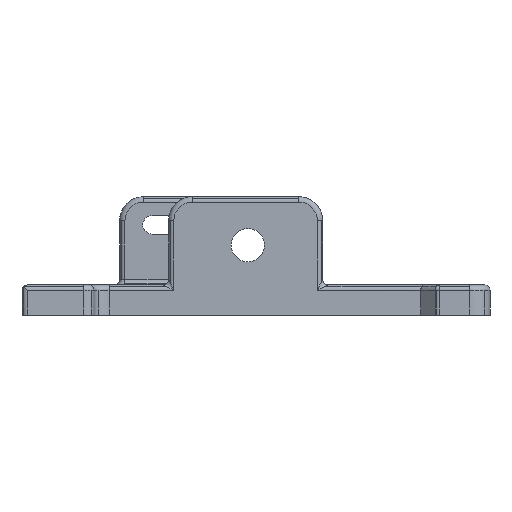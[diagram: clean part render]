
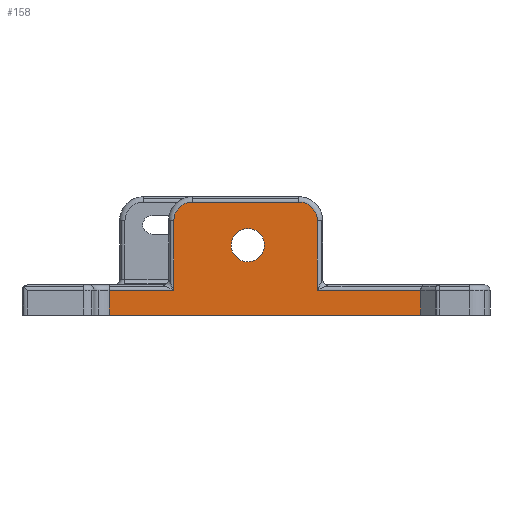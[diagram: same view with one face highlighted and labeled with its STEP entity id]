
A CAD part, left-side view. The second image highlights one B-rep face of the part: STEP entity #158.
In plain terms, the highlighted planar face has unit normal (-1, 0, 0).
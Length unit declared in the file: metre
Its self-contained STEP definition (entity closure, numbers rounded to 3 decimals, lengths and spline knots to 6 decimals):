
#158=ADVANCED_FACE('0:35',(#569,#570),#571,.F.);
#569=FACE_BOUND('',#1179,.T.);
#570=FACE_OUTER_BOUND('',#1180,.T.);
#571=PLANE('',#1181);
#1179=EDGE_LOOP('',(#3818,#3819));
#1180=EDGE_LOOP('',(#3820,#3821,#3822,#3823,#3824,#3825,#3826,#3827,#3828,#3829,#3830));
#1181=AXIS2_PLACEMENT_3D('',#3831,#3832,#3833);
#3818=ORIENTED_EDGE('',*,*,#5848,.F.);
#3819=ORIENTED_EDGE('',*,*,#5878,.F.);
#3820=ORIENTED_EDGE('',*,*,#5619,.F.);
#3821=ORIENTED_EDGE('',*,*,#5615,.F.);
#3822=ORIENTED_EDGE('',*,*,#5604,.F.);
#3823=ORIENTED_EDGE('',*,*,#5879,.T.);
#3824=ORIENTED_EDGE('',*,*,#5880,.F.);
#3825=ORIENTED_EDGE('',*,*,#5575,.F.);
#3826=ORIENTED_EDGE('',*,*,#5580,.F.);
#3827=ORIENTED_EDGE('',*,*,#5596,.F.);
#3828=ORIENTED_EDGE('',*,*,#5881,.F.);
#3829=ORIENTED_EDGE('',*,*,#5592,.F.);
#3830=ORIENTED_EDGE('',*,*,#5882,.F.);
#3831=CARTESIAN_POINT('',(-0.049949,-0.062946,0.053917));
#3832=DIRECTION('',(1.0,0.,0.));
#3833=DIRECTION('',(0.,1.0,0.));
#5575=EDGE_CURVE('0:728',#6465,#6467,#6468,.F.);
#5580=EDGE_CURVE('0:731',#6475,#6465,#6477,.T.);
#5592=EDGE_CURVE('0:740',#6498,#6500,#6501,.T.);
#5596=EDGE_CURVE('0:734',#6506,#6475,#6508,.T.);
#5604=EDGE_CURVE('0:719',#6521,#6523,#6524,.T.);
#5615=EDGE_CURVE('0:716',#6523,#6543,#6544,.T.);
#5619=EDGE_CURVE('0:713',#6543,#6550,#6551,.T.);
#5848=EDGE_CURVE('0:710',#6983,#6979,#6985,.T.);
#5878=EDGE_CURVE('0:710',#6979,#6983,#7032,.T.);
#5879=EDGE_CURVE('0:722',#6521,#7033,#7034,.F.);
#5880=EDGE_CURVE('0:725',#6467,#7033,#7035,.T.);
#5881=EDGE_CURVE('0:737',#6500,#6506,#7036,.T.);
#5882=EDGE_CURVE('0:743',#6550,#6498,#7037,.T.);
#6465=VERTEX_POINT('',#7965);
#6467=VERTEX_POINT('',#7976);
#6468=ELLIPSE('',#7977,0.00075,0.00053);
#6475=VERTEX_POINT('',#7986);
#6477=LINE('',#7988,#7989);
#6498=VERTEX_POINT('',#8018);
#6500=VERTEX_POINT('',#8020);
#6501=LINE('',#8021,#8022);
#6506=VERTEX_POINT('',#8028);
#6508=LINE('',#8030,#8031);
#6521=VERTEX_POINT('',#8047);
#6523=VERTEX_POINT('',#8049);
#6524=LINE('',#8050,#8051);
#6543=VERTEX_POINT('',#8075);
#6544=LINE('',#8076,#8077);
#6550=VERTEX_POINT('',#8084);
#6551=LINE('',#8085,#8086);
#6979=VERTEX_POINT('',#8833);
#6983=VERTEX_POINT('',#8838);
#6985=CIRCLE('',#8841,0.00165);
#7032=CIRCLE('',#8900,0.00165);
#7033=VERTEX_POINT('',#8901);
#7034=LINE('',#8902,#8903);
#7035=LINE('',#8904,#8905);
#7036=CIRCLE('',#8906,0.001842);
#7037=CIRCLE('',#8907,0.001842);
#7965=CARTESIAN_POINT('',(-0.049949,-0.079572,0.056392));
#7976=CARTESIAN_POINT('',(-0.049949,-0.079572,0.056388));
#7977=AXIS2_PLACEMENT_3D('',#9959,#9960,#9961);
#7986=CARTESIAN_POINT('',(-0.049949,-0.069319,0.056392));
#7988=CARTESIAN_POINT('',(-0.049949,-0.057522,0.056392));
#7989=VECTOR('',#9970,1.0);
#8018=CARTESIAN_POINT('',(-0.049949,-0.05695,0.065127));
#8020=CARTESIAN_POINT('',(-0.049949,-0.067477,0.065127));
#8021=CARTESIAN_POINT('',(-0.049949,-0.057522,0.065127));
#8022=VECTOR('',#9991,1.0);
#8028=CARTESIAN_POINT('',(-0.049949,-0.069319,0.063285));
#8030=CARTESIAN_POINT('',(-0.049949,-0.069319,0.057864));
#8031=VECTOR('',#9999,1.0);
#8047=CARTESIAN_POINT('',(-0.049949,-0.048701,0.053917));
#8049=CARTESIAN_POINT('',(-0.049949,-0.048701,0.056392));
#8050=CARTESIAN_POINT('',(-0.049949,-0.048701,0.053917));
#8051=VECTOR('',#10015,1.0);
#8075=CARTESIAN_POINT('',(-0.049949,-0.055108,0.056392));
#8076=CARTESIAN_POINT('',(-0.049949,-0.057522,0.056392));
#8077=VECTOR('',#10036,1.0);
#8084=CARTESIAN_POINT('',(-0.049949,-0.055108,0.063285));
#8085=CARTESIAN_POINT('',(-0.049949,-0.055108,0.054838));
#8086=VECTOR('',#10044,1.0);
#8833=CARTESIAN_POINT('',(-0.049949,-0.063495,0.059588));
#8838=CARTESIAN_POINT('',(-0.049949,-0.061373,0.062116));
#8841=AXIS2_PLACEMENT_3D('',#10460,#10461,#10462);
#8900=AXIS2_PLACEMENT_3D('',#10526,#10527,#10528);
#8901=CARTESIAN_POINT('',(-0.049949,-0.079572,0.053917));
#8902=CARTESIAN_POINT('',(-0.049949,-0.057522,0.053917));
#8903=VECTOR('',#10529,1.0);
#8904=CARTESIAN_POINT('',(-0.049949,-0.079572,0.053917));
#8905=VECTOR('',#10530,1.0);
#8906=AXIS2_PLACEMENT_3D('',#10531,#10532,#10533);
#8907=AXIS2_PLACEMENT_3D('',#10534,#10535,#10536);
#9959=CARTESIAN_POINT('',(-0.049949,-0.080322,0.056388));
#9960=DIRECTION('',(1.0,0.,0.));
#9961=DIRECTION('',(0.,1.0,0.));
#9970=DIRECTION('',(0.,-1.0,0.));
#9991=DIRECTION('',(0.,-1.0,0.));
#9999=DIRECTION('',(0.,0.,-1.0));
#10015=DIRECTION('',(0.,0.,1.0));
#10036=DIRECTION('',(0.,-1.0,0.));
#10044=DIRECTION('',(0.,0.,1.0));
#10460=CARTESIAN_POINT('',(-0.049949,-0.062434,0.060852));
#10461=DIRECTION('',(-1.0,0.,0.));
#10462=DIRECTION('',(0.,-0.643,-0.766));
#10526=CARTESIAN_POINT('',(-0.049949,-0.062434,0.060852));
#10527=DIRECTION('',(-1.0,0.,0.));
#10528=DIRECTION('',(0.,-0.643,-0.766));
#10529=DIRECTION('',(0.,1.0,0.));
#10530=DIRECTION('',(0.,0.,-1.0));
#10531=CARTESIAN_POINT('',(-0.049949,-0.067477,0.063285));
#10532=DIRECTION('',(1.0,0.,0.));
#10533=DIRECTION('',(0.,-0.707,0.707));
#10534=CARTESIAN_POINT('',(-0.049949,-0.05695,0.063285));
#10535=DIRECTION('',(1.0,0.,0.));
#10536=DIRECTION('',(0.,0.707,0.707));
